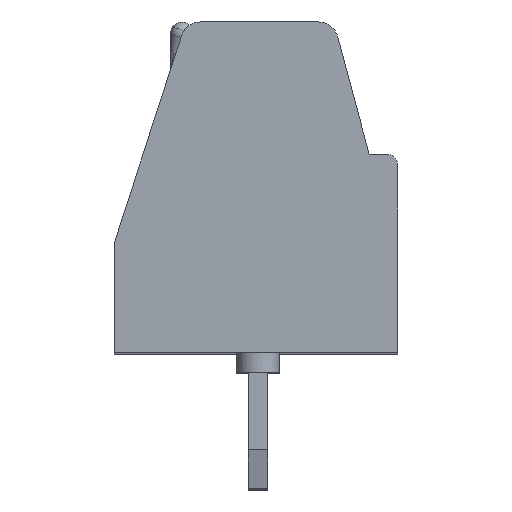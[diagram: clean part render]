
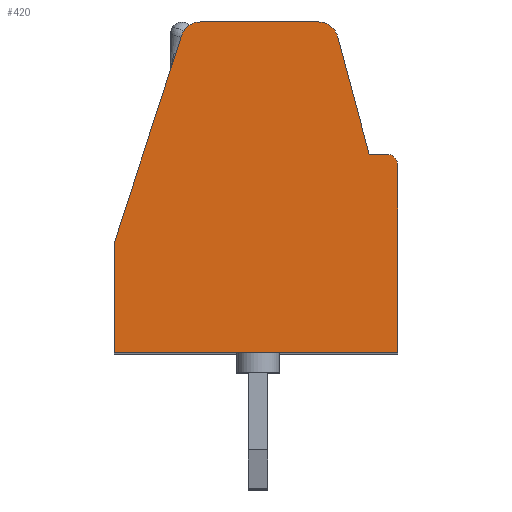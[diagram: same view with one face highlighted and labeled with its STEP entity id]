
A CAD part, top view. The second image highlights one B-rep face of the part: STEP entity #420.
In plain terms, the highlighted planar face has unit normal (0, 0, 1).
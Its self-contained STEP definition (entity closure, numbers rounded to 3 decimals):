
#420=ADVANCED_FACE('',(#1189),#1190,.F.);
#1189=FACE_OUTER_BOUND('',#2332,.T.);
#1190=PLANE('',#2333);
#2332=EDGE_LOOP('',(#3535,#3536,#3537,#3538,#3539,#3540,#3541,#3542,#3543,#3544));
#2333=AXIS2_PLACEMENT_3D('',#3545,#3546,#3547);
#3535=ORIENTED_EDGE('',*,*,#6822,.F.);
#3536=ORIENTED_EDGE('',*,*,#6823,.F.);
#3537=ORIENTED_EDGE('',*,*,#6824,.F.);
#3538=ORIENTED_EDGE('',*,*,#6825,.F.);
#3539=ORIENTED_EDGE('',*,*,#6826,.F.);
#3540=ORIENTED_EDGE('',*,*,#6827,.F.);
#3541=ORIENTED_EDGE('',*,*,#6828,.F.);
#3542=ORIENTED_EDGE('',*,*,#6829,.F.);
#3543=ORIENTED_EDGE('',*,*,#6830,.F.);
#3544=ORIENTED_EDGE('',*,*,#6831,.F.);
#3545=CARTESIAN_POINT('',(-34.955,-20.821,0.));
#3546=DIRECTION('',(0.,0.0,-1.0));
#3547=DIRECTION('',(-1.0,0.0,0.));
#6822=EDGE_CURVE('',#8161,#8162,#8163,.T.);
#6823=EDGE_CURVE('',#8164,#8161,#8165,.T.);
#6824=EDGE_CURVE('',#8166,#8164,#8167,.T.);
#6825=EDGE_CURVE('',#8168,#8166,#8169,.T.);
#6826=EDGE_CURVE('',#8170,#8168,#8171,.T.);
#6827=EDGE_CURVE('',#8172,#8170,#8173,.T.);
#6828=EDGE_CURVE('',#8174,#8172,#8175,.T.);
#6829=EDGE_CURVE('',#8176,#8174,#8177,.T.);
#6830=EDGE_CURVE('',#8178,#8176,#8179,.T.);
#6831=EDGE_CURVE('',#8162,#8178,#8180,.T.);
#8161=VERTEX_POINT('',#10084);
#8162=VERTEX_POINT('',#10085);
#8163=LINE('',#10086,#10087);
#8164=VERTEX_POINT('',#10088);
#8165=CIRCLE('',#10089,0.3);
#8166=VERTEX_POINT('',#10090);
#8167=LINE('',#10091,#10092);
#8168=VERTEX_POINT('',#10093);
#8169=LINE('',#10094,#10095);
#8170=VERTEX_POINT('',#10096);
#8171=CIRCLE('',#10097,0.5);
#8172=VERTEX_POINT('',#10098);
#8173=LINE('',#10099,#10100);
#8174=VERTEX_POINT('',#10101);
#8175=CIRCLE('',#10102,0.5);
#8176=VERTEX_POINT('',#10103);
#8177=LINE('',#10104,#10105);
#8178=VERTEX_POINT('',#10106);
#8179=LINE('',#10107,#10108);
#8180=LINE('',#10109,#10110);
#10084=CARTESIAN_POINT('',(0.,4.8,0.0));
#10085=CARTESIAN_POINT('',(0.0,0.0,0.0));
#10086=CARTESIAN_POINT('',(0.0,-43.475,0.0));
#10087=VECTOR('',#13372,1.0);
#10088=CARTESIAN_POINT('',(-0.3,5.1,0.0));
#10089=AXIS2_PLACEMENT_3D('',#13373,#13374,#13375);
#10090=CARTESIAN_POINT('',(-0.739,5.1,0.0));
#10091=CARTESIAN_POINT('',(49.547,5.1,0.));
#10092=VECTOR('',#13376,1.0);
#10093=CARTESIAN_POINT('',(-1.551,8.129,0.0));
#10094=CARTESIAN_POINT('',(12.277,-43.475,0.));
#10095=VECTOR('',#13377,1.0);
#10096=CARTESIAN_POINT('',(-2.034,8.5,0.0));
#10097=AXIS2_PLACEMENT_3D('',#13378,#13379,#13380);
#10098=CARTESIAN_POINT('',(-5.087,8.5,0.));
#10099=CARTESIAN_POINT('',(49.547,8.5,0.));
#10100=VECTOR('',#13381,1.0);
#10101=CARTESIAN_POINT('',(-5.562,8.155,0.));
#10102=AXIS2_PLACEMENT_3D('',#13382,#13383,#13384);
#10103=CARTESIAN_POINT('',(-7.3,2.806,0.));
#10104=CARTESIAN_POINT('',(-22.338,-43.475,0.));
#10105=VECTOR('',#13385,1.0);
#10106=CARTESIAN_POINT('',(-7.3,0.0,0.));
#10107=CARTESIAN_POINT('',(-7.3,-43.475,0.));
#10108=VECTOR('',#13386,1.0);
#10109=CARTESIAN_POINT('',(49.547,0.0,0.));
#10110=VECTOR('',#13387,1.0);
#13372=DIRECTION('',(0.0,-1.0,0.0));
#13373=CARTESIAN_POINT('',(-0.3,4.8,0.0));
#13374=DIRECTION('',(0.,0.0,-1.0));
#13375=DIRECTION('',(-1.0,0.0,0.));
#13376=DIRECTION('',(1.0,0.0,0.));
#13377=DIRECTION('',(0.259,-0.966,0.));
#13378=CARTESIAN_POINT('',(-2.034,8.0,0.0));
#13379=DIRECTION('',(0.,0.0,-1.0));
#13380=DIRECTION('',(-1.0,0.0,0.));
#13381=DIRECTION('',(1.0,0.0,0.));
#13382=CARTESIAN_POINT('',(-5.087,8.0,0.));
#13383=DIRECTION('',(0.,0.0,-1.0));
#13384=DIRECTION('',(-1.0,0.0,0.));
#13385=DIRECTION('',(0.309,0.951,0.));
#13386=DIRECTION('',(0.0,1.0,0.0));
#13387=DIRECTION('',(-1.0,0.0,0.));
